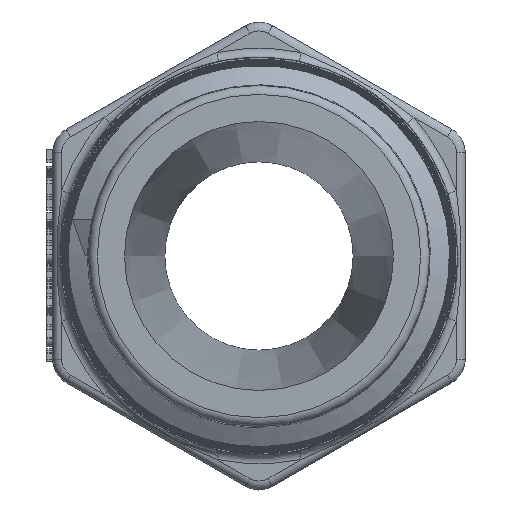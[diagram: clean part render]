
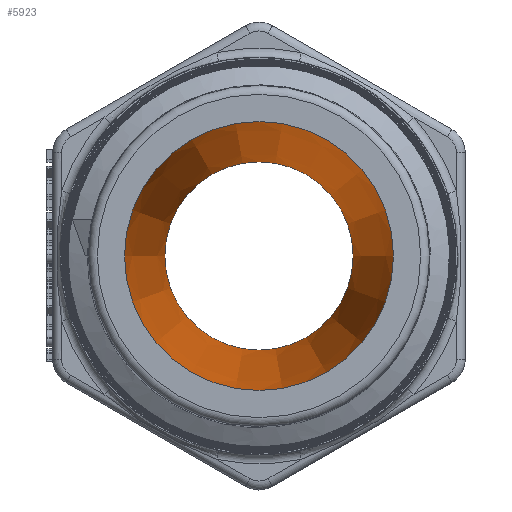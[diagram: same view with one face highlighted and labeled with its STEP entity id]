
A CAD part, left-side view. The second image highlights one B-rep face of the part: STEP entity #5923.
In plain terms, the highlighted conical face has half-angle 5.796 degrees and reference radius 9.716 mm.
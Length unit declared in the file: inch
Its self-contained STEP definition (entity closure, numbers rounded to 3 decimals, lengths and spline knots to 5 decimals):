
#15=CONICAL_SURFACE($,#6248,0.3825,5.796);
#1674=FACE_BOUND($,#2365,.T.);
#1993=FACE_OUTER_BOUND($,#2364,.T.);
#2364=EDGE_LOOP($,(#5569));
#2365=EDGE_LOOP($,(#5570));
#2412=CIRCLE($,#5992,0.45);
#2458=CIRCLE($,#6247,0.315);
#2520=VERTEX_POINT($,#8360);
#3017=VERTEX_POINT($,#15364);
#3097=EDGE_CURVE($,#2520,#2520,#2412,.T.);
#3868=EDGE_CURVE($,#3017,#3017,#2458,.T.);
#5569=ORIENTED_EDGE($,*,*,#3097,.F.);
#5570=ORIENTED_EDGE($,*,*,#3868,.T.);
#5923=ADVANCED_FACE($,(#1993,#1674),#15,.F.);
#5992=AXIS2_PLACEMENT_3D($,#8361,#6398,#6399);
#6247=AXIS2_PLACEMENT_3D($,#15365,#7431,#7432);
#6248=AXIS2_PLACEMENT_3D($,#15366,#7433,#7434);
#6398=DIRECTION('center_axis',(1.,0.,0.));
#6399=DIRECTION('ref_axis',(0.,1.,0.));
#7431=DIRECTION('center_axis',(1.,0.,0.));
#7432=DIRECTION('ref_axis',(0.,1.,0.));
#7433=DIRECTION('center_axis',(-1.,0.,0.));
#7434=DIRECTION('ref_axis',(0.,1.,0.));
#8360=CARTESIAN_POINT('',(0.,0.45,0.));
#8361=CARTESIAN_POINT('Origin',(0.,0.,0.));
#15364=CARTESIAN_POINT('',(1.33,0.315,0.));
#15365=CARTESIAN_POINT('Origin',(1.33,0.,0.));
#15366=CARTESIAN_POINT('Origin',(0.665,0.,0.));
